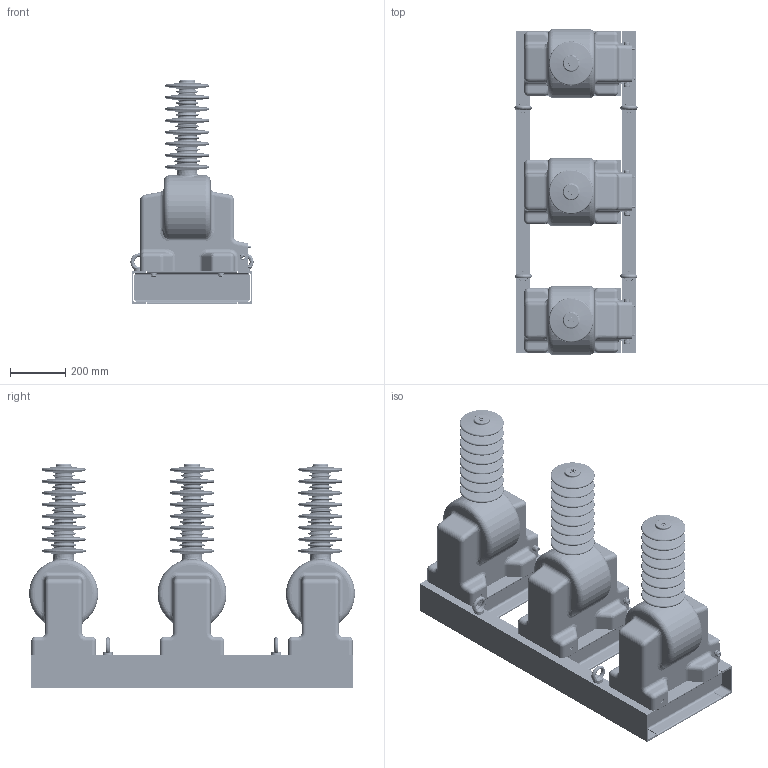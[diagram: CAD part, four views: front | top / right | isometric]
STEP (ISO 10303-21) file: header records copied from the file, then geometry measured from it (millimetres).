
FILE_DESCRIPTION(('STEP AP242'), '1');
FILE_NAME('ﾀﾄﾘﾏ.1.756.011 3ﾍﾎﾋ-ﾝﾊ-35 ﾌﾍ 40ﾒﾀ', '', ('UNSPECIFIED'), ('UNSPECIFIED'), 'ASCON STEP Converter 1.6', 'ASCON Math Kernel', '');
FILE_SCHEMA(('AP242_MANAGED_MODEL_BASED_3D_ENGINEERING_MIM_LF { 1 0 10303 442 1 1 4 }'));
Length unit declared in the file: millimetre
Products named in the file (29): ES12-300044_Gewindedübel M6_Standard; ES12-300046_Gewindedübel M12_Standard; ES12-300045_Gewindedübel M5_Standard
Assembly tree (98 placements, depth 3):
  (unnamed)
    (unnamed)  x3
      (unnamed)
      (unnamed)
      (unnamed)
      (unnamed)
      (unnamed)
      (unnamed)
      (unnamed)
      (unnamed)
      ES12-300044_Gewindedübel M6_Standard
      ES12-300046_Gewindedübel M12_Standard
      ES12-300045_Gewindedübel M5_Standard
      (unnamed)
    (unnamed)  x3
      (unnamed)
    (unnamed)  x3
      (unnamed)
    (unnamed)  x4
    (unnamed)  x4
    (unnamed)  x5
    (unnamed)  x4
    (unnamed)
      (unnamed)
    (unnamed)
      (unnamed)
    (unnamed)  x12
    (unnamed)  x12
    (unnamed)  x12
Bounding box: 445.55 x 1179.3 x 811 mm (x, y, z)
Volume: 87325299.7 mm3; surface area: 5854624.6 mm2
Topology: 154 solids, 154 shells, 5160 faces, 13298 edges, 8736 vertices
Faces by surface type: plane 2329, cylinder 2018, cone 456, torus 283, bspline 62, sphere 12
Full cylindrical faces by diameter (mm): 4 x21, 4.2 x12, 5 x63, 6 x66, 7 x21, 8 x36, 8.5 x13, 9 x48, 10 x48, 10.2 x12, 12 x30, 13 x24, 13.835 x4, 14 x12, 15 x33, 16 x4, 17 x41, 19 x12, 20 x27, 21 x12, 24 x15, 30 x5, 109 x3, 112 x6, 190 x3
Entity records: 68743 total; most frequent: CARTESIAN_POINT 19590, DIRECTION 7701, ORIENTED_EDGE 6898, EDGE_CURVE 3449, AXIS2_PLACEMENT_3D 2887, VERTEX_POINT 2413, LINE 1927, VECTOR 1927
